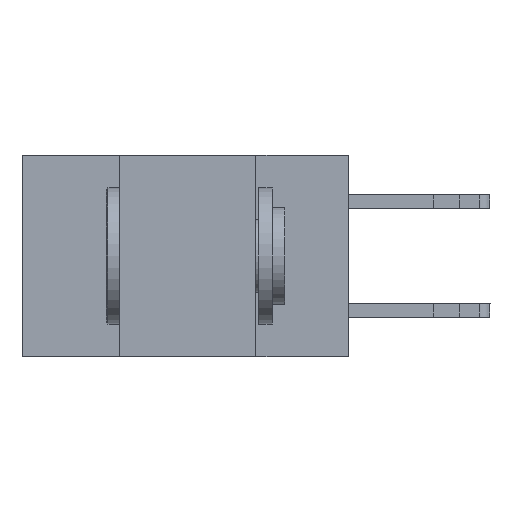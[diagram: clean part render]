
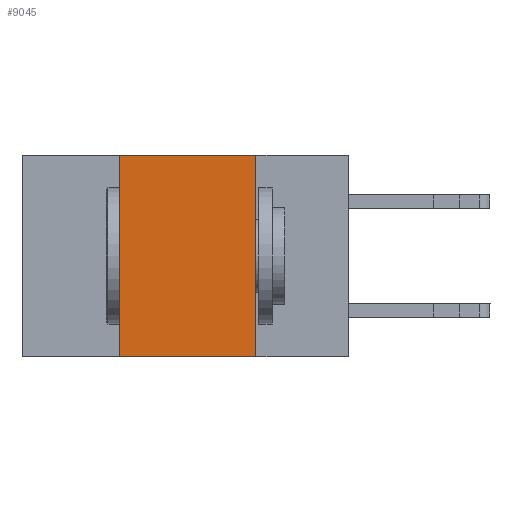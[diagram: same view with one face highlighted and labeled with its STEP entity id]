
A CAD part, left-side view. The second image highlights one B-rep face of the part: STEP entity #9045.
In plain terms, the highlighted planar face has unit normal (-1, 0, 0).
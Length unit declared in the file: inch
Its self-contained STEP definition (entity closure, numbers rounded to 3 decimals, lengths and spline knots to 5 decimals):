
#329 = CARTESIAN_POINT ( 'NONE',  ( 0., 0.6, 0. ) ) ;
#485 = VECTOR ( 'NONE', #3609, 39.37008 ) ;
#968 = FACE_OUTER_BOUND ( 'NONE', #11762, .T. ) ;
#1577 = DIRECTION ( 'NONE',  ( 1., 0., 0. ) ) ;
#1689 = LINE ( 'NONE', #9968, #12434 ) ;
#1918 = ORIENTED_EDGE ( 'NONE', *, *, #11702, .F. ) ;
#2696 = VERTEX_POINT ( 'NONE', #12701 ) ;
#2931 = DIRECTION ( 'NONE',  ( 0., 0., 1. ) ) ;
#3604 = ORIENTED_EDGE ( 'NONE', *, *, #11049, .T. ) ;
#3609 = DIRECTION ( 'NONE',  ( 0., 0., -1. ) ) ;
#3956 = VECTOR ( 'NONE', #4542, 39.37008 ) ;
#4205 = EDGE_CURVE ( 'NONE', #2696, #6498, #7552, .T. ) ;
#4542 = DIRECTION ( 'NONE',  ( 0., -1., 0. ) ) ;
#4806 = ORIENTED_EDGE ( 'NONE', *, *, #4205, .F. ) ;
#4880 = CARTESIAN_POINT ( 'NONE',  ( 0., 0.42, -0.37 ) ) ;
#6498 = VERTEX_POINT ( 'NONE', #6607 ) ;
#6607 = CARTESIAN_POINT ( 'NONE',  ( 0., 0.17, 0. ) ) ;
#6694 = LINE ( 'NONE', #10420, #3956 ) ;
#6860 = AXIS2_PLACEMENT_3D ( 'NONE', #329, #1577, #8785 ) ;
#7552 = LINE ( 'NONE', #7966, #8128 ) ;
#7847 = PLANE ( 'NONE',  #6860 ) ;
#7871 = CARTESIAN_POINT ( 'NONE',  ( 0., 0.17, -0.37 ) ) ;
#7966 = CARTESIAN_POINT ( 'NONE',  ( 0., 0.6, 0. ) ) ;
#7967 = ORIENTED_EDGE ( 'NONE', *, *, #13028, .F. ) ;
#7992 = DIRECTION ( 'NONE',  ( 0., -1., 0. ) ) ;
#8041 = VERTEX_POINT ( 'NONE', #4880 ) ;
#8128 = VECTOR ( 'NONE', #7992, 39.37008 ) ;
#8785 = DIRECTION ( 'NONE',  ( 0., 0., -1. ) ) ;
#8890 = LINE ( 'NONE', #11543, #485 ) ;
#9045 = ADVANCED_FACE ( 'NONE', ( #968 ), #7847, .F. ) ;
#9884 = VERTEX_POINT ( 'NONE', #7871 ) ;
#9968 = CARTESIAN_POINT ( 'NONE',  ( 0., 0.42, -0.37 ) ) ;
#10420 = CARTESIAN_POINT ( 'NONE',  ( 0., 0.6, -0.37 ) ) ;
#11049 = EDGE_CURVE ( 'NONE', #8041, #9884, #6694, .T. ) ;
#11543 = CARTESIAN_POINT ( 'NONE',  ( 0., 0.17, -0.37 ) ) ;
#11702 = EDGE_CURVE ( 'NONE', #8041, #2696, #1689, .T. ) ;
#11762 = EDGE_LOOP ( 'NONE', ( #7967, #4806, #1918, #3604 ) ) ;
#12434 = VECTOR ( 'NONE', #2931, 39.37008 ) ;
#12701 = CARTESIAN_POINT ( 'NONE',  ( 0., 0.42, 0. ) ) ;
#13028 = EDGE_CURVE ( 'NONE', #6498, #9884, #8890, .T. ) ;
